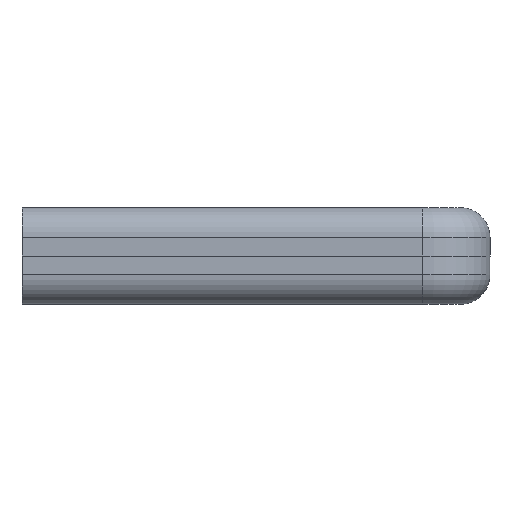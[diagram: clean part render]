
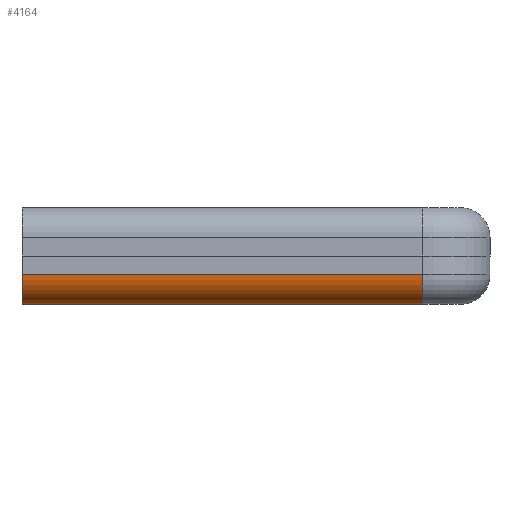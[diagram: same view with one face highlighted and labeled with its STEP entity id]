
A CAD part, left-side view. The second image highlights one B-rep face of the part: STEP entity #4164.
In plain terms, the highlighted cylindrical face has radius 4.369 mm (diameter 8.738 mm), a partial arc.
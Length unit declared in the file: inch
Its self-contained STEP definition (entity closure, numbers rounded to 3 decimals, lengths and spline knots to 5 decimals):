
#145 = DIRECTION ( 'NONE',  ( 0., 0., 1. ) ) ;
#1003 = LINE ( 'NONE', #3853, #6506 ) ;
#1196 = CARTESIAN_POINT ( 'NONE',  ( -0.7665, -2.319, -0.28 ) ) ;
#1222 = VERTEX_POINT ( 'NONE', #6998 ) ;
#1680 = VERTEX_POINT ( 'NONE', #1196 ) ;
#2288 = DIRECTION ( 'NONE',  ( 0., 1., 0. ) ) ;
#2396 = DIRECTION ( 'NONE',  ( 0., 0., -1. ) ) ;
#2501 = EDGE_LOOP ( 'NONE', ( #2740, #3791, #6886, #5987 ) ) ;
#2631 = EDGE_CURVE ( 'NONE', #1680, #7569, #6597, .T. ) ;
#2740 = ORIENTED_EDGE ( 'NONE', *, *, #3601, .F. ) ;
#3154 = CARTESIAN_POINT ( 'NONE',  ( -0.9385, -2.319, -0.108 ) ) ;
#3502 = CYLINDRICAL_SURFACE ( 'NONE', #3643, 0.172 ) ;
#3601 = EDGE_CURVE ( 'NONE', #1222, #4817, #7358, .T. ) ;
#3643 = AXIS2_PLACEMENT_3D ( 'NONE', #5471, #5651, #9053 ) ;
#3650 = CARTESIAN_POINT ( 'NONE',  ( -0.7665, -2.319, -0.108 ) ) ;
#3713 = LINE ( 'NONE', #3154, #5450 ) ;
#3791 = ORIENTED_EDGE ( 'NONE', *, *, #8107, .F. ) ;
#3853 = CARTESIAN_POINT ( 'NONE',  ( -0.7665, 0.801, -0.28 ) ) ;
#4164 = ADVANCED_FACE ( 'NONE', ( #4198 ), #3502, .T. ) ;
#4198 = FACE_OUTER_BOUND ( 'NONE', #2501, .T. ) ;
#4304 = CARTESIAN_POINT ( 'NONE',  ( -0.9385, -2.319, -0.108 ) ) ;
#4691 = DIRECTION ( 'NONE',  ( 0., 1., 0. ) ) ;
#4817 = VERTEX_POINT ( 'NONE', #5265 ) ;
#5265 = CARTESIAN_POINT ( 'NONE',  ( -0.9385, 0., -0.108 ) ) ;
#5450 = VECTOR ( 'NONE', #6568, 39.37008 ) ;
#5471 = CARTESIAN_POINT ( 'NONE',  ( -0.7665, 0., -0.108 ) ) ;
#5651 = DIRECTION ( 'NONE',  ( 0., 1., 0. ) ) ;
#5987 = ORIENTED_EDGE ( 'NONE', *, *, #8018, .F. ) ;
#6506 = VECTOR ( 'NONE', #8661, 39.37008 ) ;
#6568 = DIRECTION ( 'NONE',  ( 0., -1., 0. ) ) ;
#6597 = CIRCLE ( 'NONE', #7198, 0.172 ) ;
#6886 = ORIENTED_EDGE ( 'NONE', *, *, #2631, .T. ) ;
#6998 = CARTESIAN_POINT ( 'NONE',  ( -0.7665, 0., -0.28 ) ) ;
#7067 = AXIS2_PLACEMENT_3D ( 'NONE', #8183, #4691, #2396 ) ;
#7198 = AXIS2_PLACEMENT_3D ( 'NONE', #3650, #2288, #145 ) ;
#7358 = CIRCLE ( 'NONE', #7067, 0.172 ) ;
#7569 = VERTEX_POINT ( 'NONE', #4304 ) ;
#8018 = EDGE_CURVE ( 'NONE', #4817, #7569, #3713, .T. ) ;
#8107 = EDGE_CURVE ( 'NONE', #1680, #1222, #1003, .T. ) ;
#8183 = CARTESIAN_POINT ( 'NONE',  ( -0.7665, 0., -0.108 ) ) ;
#8661 = DIRECTION ( 'NONE',  ( 0., 1., 0. ) ) ;
#9053 = DIRECTION ( 'NONE',  ( -1., 0., 0. ) ) ;
